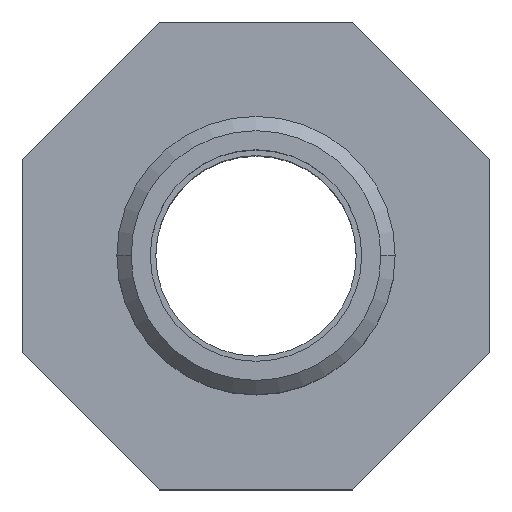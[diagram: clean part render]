
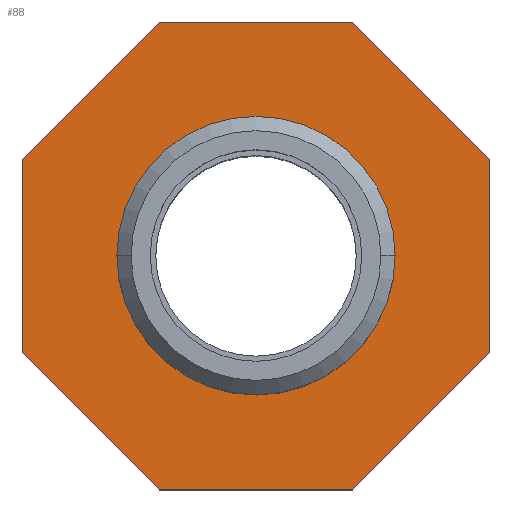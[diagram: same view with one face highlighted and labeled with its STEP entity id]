
A CAD part, top view. The second image highlights one B-rep face of the part: STEP entity #88.
In plain terms, the highlighted planar face has unit normal (0, 0, 1).
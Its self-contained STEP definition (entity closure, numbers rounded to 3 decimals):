
#88=ADVANCED_FACE('',(#175,#176),#177,.T.);
#175=FACE_BOUND('',#257,.T.);
#176=FACE_OUTER_BOUND('',#258,.T.);
#177=PLANE('',#259);
#257=EDGE_LOOP('',(#436,#437));
#258=EDGE_LOOP('',(#438,#439,#440,#441,#442,#443,#444,#445));
#259=AXIS2_PLACEMENT_3D('',#446,#447,#448);
#436=ORIENTED_EDGE('',*,*,#502,.T.);
#437=ORIENTED_EDGE('',*,*,#473,.T.);
#438=ORIENTED_EDGE('',*,*,#514,.F.);
#439=ORIENTED_EDGE('',*,*,#536,.F.);
#440=ORIENTED_EDGE('',*,*,#533,.F.);
#441=ORIENTED_EDGE('',*,*,#530,.F.);
#442=ORIENTED_EDGE('',*,*,#527,.F.);
#443=ORIENTED_EDGE('',*,*,#524,.F.);
#444=ORIENTED_EDGE('',*,*,#521,.F.);
#445=ORIENTED_EDGE('',*,*,#518,.F.);
#446=CARTESIAN_POINT('',(0.,0.,22.5));
#447=DIRECTION('',(0.0,0.0,1.0));
#448=DIRECTION('',(1.0,0.0,0.0));
#473=EDGE_CURVE('',#555,#552,#556,.T.);
#502=EDGE_CURVE('',#552,#555,#596,.T.);
#514=EDGE_CURVE('',#616,#617,#618,.T.);
#518=EDGE_CURVE('',#617,#622,#623,.T.);
#521=EDGE_CURVE('',#622,#626,#627,.T.);
#524=EDGE_CURVE('',#626,#630,#631,.T.);
#527=EDGE_CURVE('',#630,#634,#635,.T.);
#530=EDGE_CURVE('',#634,#638,#639,.T.);
#533=EDGE_CURVE('',#638,#642,#643,.T.);
#536=EDGE_CURVE('',#642,#616,#646,.T.);
#552=VERTEX_POINT('',#664);
#555=VERTEX_POINT('',#668);
#556=CIRCLE('',#669,8.33);
#596=CIRCLE('',#716,8.33);
#616=VERTEX_POINT('',#744);
#617=VERTEX_POINT('',#745);
#618=LINE('',#746,#747);
#622=VERTEX_POINT('',#753);
#623=LINE('',#754,#755);
#626=VERTEX_POINT('',#759);
#627=LINE('',#760,#761);
#630=VERTEX_POINT('',#765);
#631=LINE('',#766,#767);
#634=VERTEX_POINT('',#771);
#635=LINE('',#772,#773);
#638=VERTEX_POINT('',#777);
#639=LINE('',#778,#779);
#642=VERTEX_POINT('',#783);
#643=LINE('',#784,#785);
#646=LINE('',#789,#790);
#664=CARTESIAN_POINT('',(-8.33,0.0,22.5));
#668=CARTESIAN_POINT('',(8.33,0.,22.5));
#669=AXIS2_PLACEMENT_3D('',#805,#806,#807);
#716=AXIS2_PLACEMENT_3D('',#851,#852,#853);
#744=CARTESIAN_POINT('',(14.0,-5.799,22.5));
#745=CARTESIAN_POINT('',(5.799,-14.0,22.5));
#746=CARTESIAN_POINT('',(5.799,-14.0,22.5));
#747=VECTOR('',#865,1.0);
#753=CARTESIAN_POINT('',(-5.799,-14.0,22.5));
#754=CARTESIAN_POINT('',(-5.799,-14.0,22.5));
#755=VECTOR('',#868,1.0);
#759=CARTESIAN_POINT('',(-14.0,-5.799,22.5));
#760=CARTESIAN_POINT('',(-14.0,-5.799,22.5));
#761=VECTOR('',#870,1.0);
#765=CARTESIAN_POINT('',(-14.0,5.799,22.5));
#766=CARTESIAN_POINT('',(-14.0,5.799,22.5));
#767=VECTOR('',#872,1.0);
#771=CARTESIAN_POINT('',(-5.799,14.0,22.5));
#772=CARTESIAN_POINT('',(-5.799,14.0,22.5));
#773=VECTOR('',#874,1.0);
#777=CARTESIAN_POINT('',(5.799,14.0,22.5));
#778=CARTESIAN_POINT('',(5.799,14.0,22.5));
#779=VECTOR('',#876,1.0);
#783=CARTESIAN_POINT('',(14.0,5.799,22.5));
#784=CARTESIAN_POINT('',(14.0,5.799,22.5));
#785=VECTOR('',#878,1.0);
#789=CARTESIAN_POINT('',(14.0,-5.799,22.5));
#790=VECTOR('',#880,1.0);
#805=CARTESIAN_POINT('',(0.0,0.0,22.5));
#806=DIRECTION('',(-0.0,0.0,-1.0));
#807=DIRECTION('',(-1.0,0.0,0.0));
#851=CARTESIAN_POINT('',(0.0,0.0,22.5));
#852=DIRECTION('',(-0.0,0.0,-1.0));
#853=DIRECTION('',(-1.0,0.0,0.0));
#865=DIRECTION('',(-0.707,-0.707,-0.0));
#868=DIRECTION('',(-1.0,-0.0,-0.0));
#870=DIRECTION('',(-0.707,0.707,0.0));
#872=DIRECTION('',(0.0,1.0,0.0));
#874=DIRECTION('',(0.707,0.707,0.0));
#876=DIRECTION('',(1.0,0.0,0.0));
#878=DIRECTION('',(0.707,-0.707,0.0));
#880=DIRECTION('',(-0.0,-1.0,-0.0));
